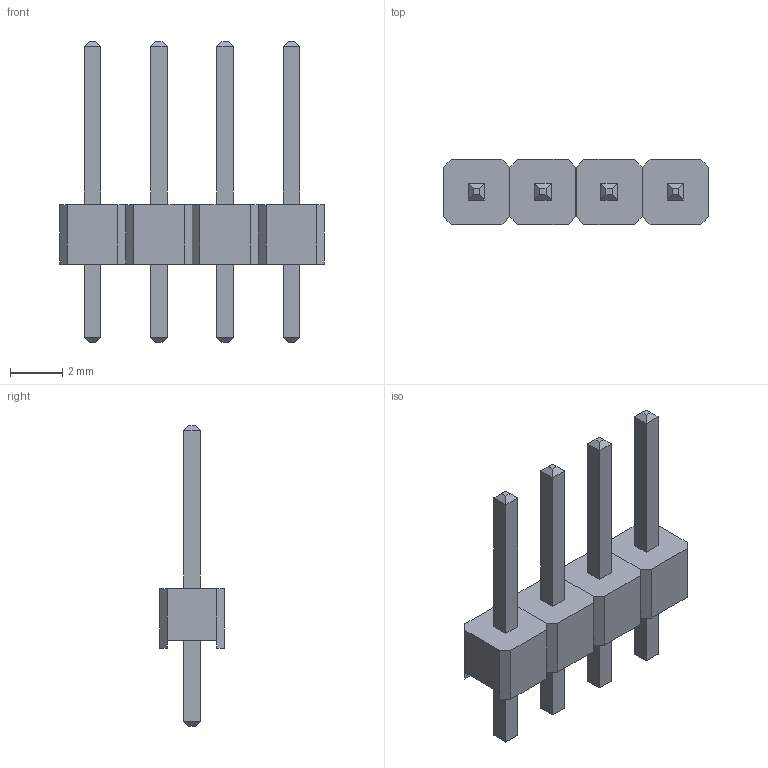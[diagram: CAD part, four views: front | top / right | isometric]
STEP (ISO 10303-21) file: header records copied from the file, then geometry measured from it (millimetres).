
FILE_DESCRIPTION(('FreeCAD Model'),'2;1');
FILE_NAME('male_header_2_54_1X4.step', '2017-06-24T14:26:39',('Author'),(''), 'Open CASCADE STEP processor 6.8','FreeCAD','Unknown');
FILE_SCHEMA(('AUTOMOTIVE_DESIGN_CC2 { 1 2 10303 214 -1 1 5 4 }'));
Length unit declared in the file: millimetre
Products named in the file (9): ASSEMBLY; User_Library-Header_Male_40Pin_PinArray021; User_Library-Header_Male_40Pin_PinArray016; User_Library-Header_Male_40Pin_PinArray013; User_Library-Header_Male_40Pin_BodyArray002; User_Library-Header_Male_40Pin_BodyArray010; User_Library-Header_Male_40Pin_BodyArray028; User_Library-Header_Male_40Pin_BodyArray037; User_Library-Header_Male_40Pin_PinArray011
Assembly tree (8 placements, depth 2):
  ASSEMBLY
    User_Library-Header_Male_40Pin_PinArray021
    User_Library-Header_Male_40Pin_PinArray016
    User_Library-Header_Male_40Pin_PinArray013
    User_Library-Header_Male_40Pin_BodyArray002
    User_Library-Header_Male_40Pin_BodyArray010
    User_Library-Header_Male_40Pin_BodyArray028
    User_Library-Header_Male_40Pin_BodyArray037
    User_Library-Header_Male_40Pin_PinArray011
Bounding box: 10.16 x 2.49 x 11.54 mm (x, y, z)
Volume: 65.8 mm3; surface area: 272 mm2
Topology: 8 solids, 8 shells, 128 faces, 288 edges, 176 vertices
Faces by surface type: plane 128
Entity records: 8234 total; most frequent: CARTESIAN_POINT 1177, DIRECTION 1138, LINE 864, VECTOR 864, ORIENTED_EDGE 576, PCURVE 576, DEFINITIONAL_REPRESENTATION 576, EDGE_CURVE 288
